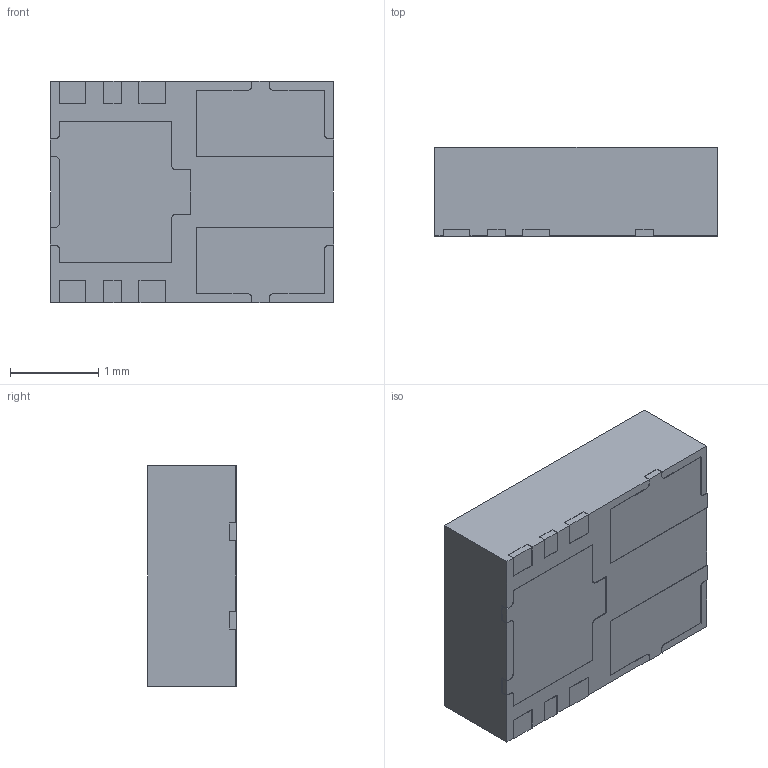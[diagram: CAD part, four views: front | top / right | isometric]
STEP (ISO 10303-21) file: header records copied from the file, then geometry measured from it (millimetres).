
FILE_DESCRIPTION (( 'STEP AP214' ), '1' );
FILE_NAME ('PicoBK_MYRGM-WB.STEP', '2020-08-07T05:04:28', ( '' ), ( '' ), 'SwSTEP 2.0', 'SolidWorks 2017', '' );
FILE_SCHEMA (( 'AUTOMOTIVE_DESIGN' ));
Length unit declared in the file: millimetre
Products named in the file (1): PicoBK_MYRGM-WB
Bounding box: 3.21 x 1 x 2.51 mm (x, y, z)
Volume: 8 mm3; surface area: 27.5 mm2
Topology: 1 solids, 1 shells, 106 faces, 310 edges, 206 vertices
Faces by surface type: plane 94, cylinder 12
Entity records: 4662 total; most frequent: CARTESIAN_POINT 623, ORIENTED_EDGE 620, DIRECTION 548, EDGE_CURVE 310, LINE 286, VECTOR 286, VERTEX_POINT 206, AXIS2_PLACEMENT_3D 131
